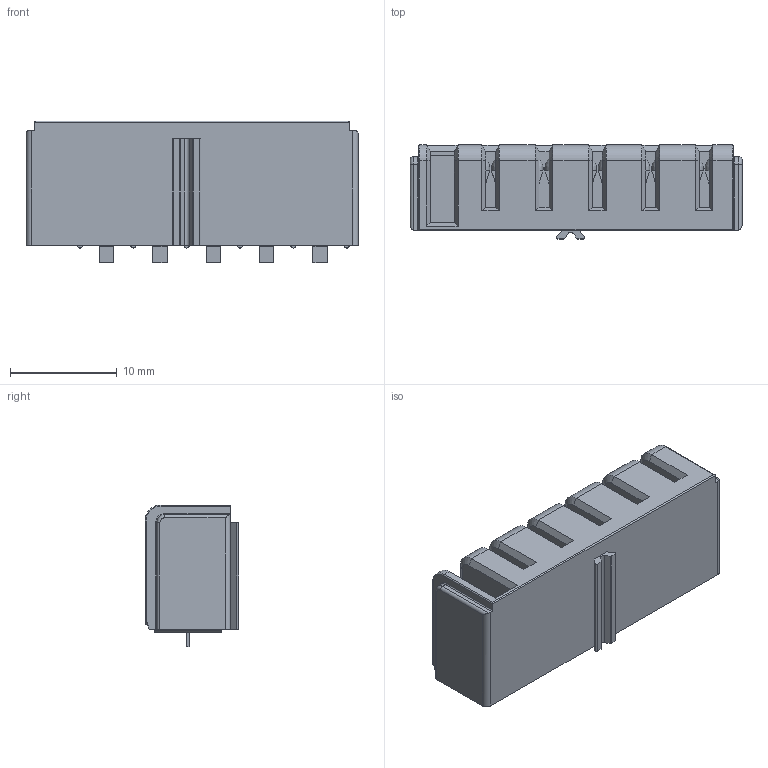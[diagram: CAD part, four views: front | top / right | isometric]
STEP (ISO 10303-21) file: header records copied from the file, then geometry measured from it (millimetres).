
FILE_DESCRIPTION((''),'2;1');
FILE_NAME('C-5787590-1','2019-02-27T01:26:18',('workeradm'),('TE Connectivity Ltd.'),'CREO PARAMETRIC BY PTC INC, 2018190','CREO PARAMETRIC BY PTC INC, 2018190','');
FILE_SCHEMA(('AUTOMOTIVE_DESIGN { 1 0 10303 214 1 1 1 1 }'));
Length unit declared in the file: millimetre
Products named in the file (1): C-5787590-1
Bounding box: 31.1 x 8.8 x 13.3 mm (x, y, z)
Volume: 2455.1 mm3; surface area: 2110.5 mm2
Topology: 1 solids, 1 shells, 282 faces, 738 edges, 468 vertices
Faces by surface type: plane 187, cylinder 67, cone 12, bspline 10, torus 6
Entity records: 8857 total; most frequent: CARTESIAN_POINT 1831, ORIENTED_EDGE 1476, DIRECTION 1426, EDGE_CURVE 738, VECTOR 558, LINE 558, VERTEX_POINT 468, AXIS2_PLACEMENT_3D 434
